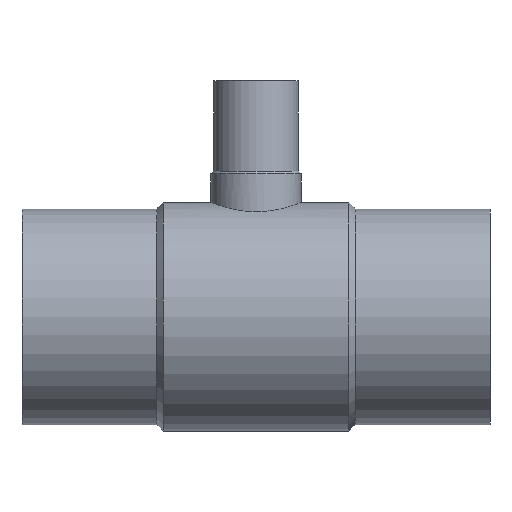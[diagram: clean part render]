
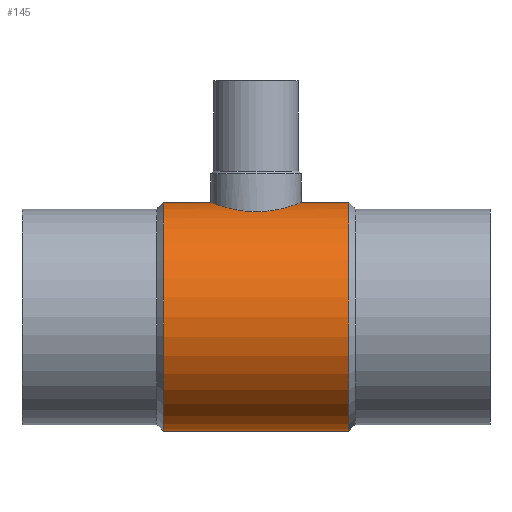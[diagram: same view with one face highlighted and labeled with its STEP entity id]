
A CAD part, top view. The second image highlights one B-rep face of the part: STEP entity #145.
In plain terms, the highlighted cylindrical face has radius 84.75 mm (diameter 169.5 mm), a partial arc.
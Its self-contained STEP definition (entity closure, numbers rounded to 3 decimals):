
#145 = ADVANCED_FACE( '', ( #372 ), #373, .T. );
#147 = EDGE_CURVE( '', #167, #245, #375, .T. );
#155 = VERTEX_POINT( '', #384 );
#167 = VERTEX_POINT( '', #397 );
#183 = EDGE_CURVE( '', #187, #309, #414, .T. );
#187 = VERTEX_POINT( '', #418 );
#209 = EDGE_CURVE( '', #245, #187, #443, .T. );
#227 = EDGE_CURVE( '', #167, #155, #467, .T. );
#239 = EDGE_CURVE( '', #263, #155, #481, .T. );
#245 = VERTEX_POINT( '', #487 );
#263 = VERTEX_POINT( '', #505 );
#289 = EDGE_CURVE( '', #309, #263, #536, .T. );
#309 = VERTEX_POINT( '', #561 );
#372 = FACE_OUTER_BOUND( '', #617, .T. );
#373 = CYLINDRICAL_SURFACE( '', #618, 84.75 );
#375 = LINE( '', #621, #622 );
#384 = CARTESIAN_POINT( '', ( -242.25, 84.75, 0. ) );
#397 = CARTESIAN_POINT( '', ( -242.25, -84.75, 0. ) );
#414 = LINE( '', #673, #674 );
#418 = CARTESIAN_POINT( '', ( -104.75, 84.75, 0. ) );
#443 = CIRCLE( '', #809, 84.75 );
#467 = CIRCLE( '', #834, 84.75 );
#481 = LINE( '', #886, #887 );
#487 = CARTESIAN_POINT( '', ( -104.75, -84.75, 0. ) );
#505 = CARTESIAN_POINT( '', ( -206.9, 84.75, 0. ) );
#536 = B_SPLINE_CURVE_WITH_KNOTS( '', 3, ( #955, #956, #957, #958, #959, #960, #961, #962, #963, #964, #965, #966, #967, #968, #969, #970, #971, #972, #973, #974, #975, #976, #977, #978, #979, #980, #981, #982, #983, #984, #985, #986, #987, #988, #989, #990, #991, #992, #993, #994, #995, #996, #997, #998, #999, #1000, #1001, #1002, #1003, #1004, #1005, #1006, #1007, #1008, #1009, #1010, #1011, #1012, #1013, #1014, #1015, #1016, #1017, #1018, #1019, #1020 ), .UNSPECIFIED., .F., .F., ( 4, 2, 2, 2, 2, 2, 2, 2, 2, 2, 2, 2, 2, 2, 2, 2, 2, 2, 2, 2, 2, 2, 2, 2, 2, 2, 2, 2, 2, 2, 2, 2, 4 ), ( 50.93, 54.112, 57.294, 60.475, 63.657, 66.839, 70.02, 73.202, 76.384, 79.568, 82.753, 85.938, 89.122, 92.307, 95.492, 98.676, 101.861, 105.046, 108.23, 111.415, 114.6, 117.784, 120.969, 124.154, 127.338, 130.52, 133.701, 136.883, 140.065, 143.246, 146.428, 149.61, 152.791 ), .UNSPECIFIED. );
#561 = CARTESIAN_POINT( '', ( -140.1, 84.75, 0. ) );
#617 = EDGE_LOOP( '', ( #1183, #1184, #1185, #1186, #1187, #1188 ) );
#618 = AXIS2_PLACEMENT_3D( '', #1189, #1190, #1191 );
#621 = CARTESIAN_POINT( '', ( -173.5, -84.75, 0. ) );
#622 = VECTOR( '', #1192, 1. );
#673 = CARTESIAN_POINT( '', ( -173.5, 84.75, 0. ) );
#674 = VECTOR( '', #1230, 1. );
#809 = AXIS2_PLACEMENT_3D( '', #1271, #1272, #1273 );
#834 = AXIS2_PLACEMENT_3D( '', #1317, #1318, #1319 );
#886 = CARTESIAN_POINT( '', ( -173.5, 84.75, 0. ) );
#887 = VECTOR( '', #1340, 1. );
#955 = CARTESIAN_POINT( '', ( -140.1, 84.75, 0. ) );
#956 = CARTESIAN_POINT( '', ( -140.1, 84.75, 1.061 ) );
#957 = CARTESIAN_POINT( '', ( -140.151, 84.73, 2.137 ) );
#958 = CARTESIAN_POINT( '', ( -140.36, 84.648, 4.303 ) );
#959 = CARTESIAN_POINT( '', ( -140.519, 84.585, 5.391 ) );
#960 = CARTESIAN_POINT( '', ( -140.948, 84.419, 7.559 ) );
#961 = CARTESIAN_POINT( '', ( -141.217, 84.315, 8.638 ) );
#962 = CARTESIAN_POINT( '', ( -141.864, 84.07, 10.767 ) );
#963 = CARTESIAN_POINT( '', ( -142.241, 83.928, 11.818 ) );
#964 = CARTESIAN_POINT( '', ( -143.097, 83.613, 13.872 ) );
#965 = CARTESIAN_POINT( '', ( -143.576, 83.44, 14.877 ) );
#966 = CARTESIAN_POINT( '', ( -144.626, 83.069, 16.825 ) );
#967 = CARTESIAN_POINT( '', ( -145.198, 82.872, 17.769 ) );
#968 = CARTESIAN_POINT( '', ( -146.42, 82.462, 19.581 ) );
#969 = CARTESIAN_POINT( '', ( -147.071, 82.25, 20.45 ) );
#970 = CARTESIAN_POINT( '', ( -148.435, 81.822, 22.101 ) );
#971 = CARTESIAN_POINT( '', ( -149.148, 81.606, 22.883 ) );
#972 = CARTESIAN_POINT( '', ( -150.618, 81.179, 24.353 ) );
#973 = CARTESIAN_POINT( '', ( -151.401, 80.961, 25.066 ) );
#974 = CARTESIAN_POINT( '', ( -153.052, 80.526, 26.431 ) );
#975 = CARTESIAN_POINT( '', ( -153.921, 80.309, 27.082 ) );
#976 = CARTESIAN_POINT( '', ( -155.733, 79.887, 28.303 ) );
#977 = CARTESIAN_POINT( '', ( -156.676, 79.681, 28.875 ) );
#978 = CARTESIAN_POINT( '', ( -158.624, 79.293, 29.925 ) );
#979 = CARTESIAN_POINT( '', ( -159.628, 79.11, 30.403 ) );
#980 = CARTESIAN_POINT( '', ( -161.681, 78.776, 31.259 ) );
#981 = CARTESIAN_POINT( '', ( -162.731, 78.625, 31.636 ) );
#982 = CARTESIAN_POINT( '', ( -164.86, 78.362, 32.282 ) );
#983 = CARTESIAN_POINT( '', ( -165.939, 78.25, 32.552 ) );
#984 = CARTESIAN_POINT( '', ( -168.106, 78.07, 32.98 ) );
#985 = CARTESIAN_POINT( '', ( -169.195, 78.002, 33.139 ) );
#986 = CARTESIAN_POINT( '', ( -171.361, 77.913, 33.349 ) );
#987 = CARTESIAN_POINT( '', ( -172.438, 77.891, 33.4 ) );
#988 = CARTESIAN_POINT( '', ( -174.562, 77.891, 33.4 ) );
#989 = CARTESIAN_POINT( '', ( -175.639, 77.913, 33.349 ) );
#990 = CARTESIAN_POINT( '', ( -177.805, 78.002, 33.139 ) );
#991 = CARTESIAN_POINT( '', ( -178.894, 78.07, 32.98 ) );
#992 = CARTESIAN_POINT( '', ( -181.061, 78.25, 32.552 ) );
#993 = CARTESIAN_POINT( '', ( -182.14, 78.362, 32.282 ) );
#994 = CARTESIAN_POINT( '', ( -184.269, 78.625, 31.636 ) );
#995 = CARTESIAN_POINT( '', ( -185.319, 78.776, 31.259 ) );
#996 = CARTESIAN_POINT( '', ( -187.372, 79.11, 30.403 ) );
#997 = CARTESIAN_POINT( '', ( -188.376, 79.293, 29.925 ) );
#998 = CARTESIAN_POINT( '', ( -190.324, 79.681, 28.875 ) );
#999 = CARTESIAN_POINT( '', ( -191.267, 79.887, 28.303 ) );
#1000 = CARTESIAN_POINT( '', ( -193.079, 80.309, 27.082 ) );
#1001 = CARTESIAN_POINT( '', ( -193.948, 80.526, 26.431 ) );
#1002 = CARTESIAN_POINT( '', ( -195.599, 80.961, 25.066 ) );
#1003 = CARTESIAN_POINT( '', ( -196.382, 81.179, 24.353 ) );
#1004 = CARTESIAN_POINT( '', ( -197.852, 81.606, 22.883 ) );
#1005 = CARTESIAN_POINT( '', ( -198.565, 81.822, 22.101 ) );
#1006 = CARTESIAN_POINT( '', ( -199.929, 82.25, 20.45 ) );
#1007 = CARTESIAN_POINT( '', ( -200.58, 82.462, 19.581 ) );
#1008 = CARTESIAN_POINT( '', ( -201.802, 82.872, 17.769 ) );
#1009 = CARTESIAN_POINT( '', ( -202.374, 83.069, 16.825 ) );
#1010 = CARTESIAN_POINT( '', ( -203.424, 83.44, 14.877 ) );
#1011 = CARTESIAN_POINT( '', ( -203.903, 83.613, 13.872 ) );
#1012 = CARTESIAN_POINT( '', ( -204.759, 83.928, 11.818 ) );
#1013 = CARTESIAN_POINT( '', ( -205.136, 84.07, 10.767 ) );
#1014 = CARTESIAN_POINT( '', ( -205.783, 84.315, 8.638 ) );
#1015 = CARTESIAN_POINT( '', ( -206.052, 84.419, 7.559 ) );
#1016 = CARTESIAN_POINT( '', ( -206.481, 84.585, 5.391 ) );
#1017 = CARTESIAN_POINT( '', ( -206.64, 84.648, 4.303 ) );
#1018 = CARTESIAN_POINT( '', ( -206.849, 84.73, 2.137 ) );
#1019 = CARTESIAN_POINT( '', ( -206.9, 84.75, 1.061 ) );
#1020 = CARTESIAN_POINT( '', ( -206.9, 84.75, 0. ) );
#1183 = ORIENTED_EDGE( '', *, *, #183, .T. );
#1184 = ORIENTED_EDGE( '', *, *, #289, .T. );
#1185 = ORIENTED_EDGE( '', *, *, #239, .T. );
#1186 = ORIENTED_EDGE( '', *, *, #227, .F. );
#1187 = ORIENTED_EDGE( '', *, *, #147, .T. );
#1188 = ORIENTED_EDGE( '', *, *, #209, .T. );
#1189 = CARTESIAN_POINT( '', ( -173.5, 0., 0. ) );
#1190 = DIRECTION( '', ( 1., 0., 0. ) );
#1191 = DIRECTION( '', ( 0., 1., 0. ) );
#1192 = DIRECTION( '', ( 1., 0., 0. ) );
#1230 = DIRECTION( '', ( -1., 0., 0. ) );
#1271 = CARTESIAN_POINT( '', ( -104.75, 0., 0. ) );
#1272 = DIRECTION( '', ( -1., 0., 0. ) );
#1273 = DIRECTION( '', ( 0., 1., 0. ) );
#1317 = CARTESIAN_POINT( '', ( -242.25, 0., 0. ) );
#1318 = DIRECTION( '', ( -1., 0., 0. ) );
#1319 = DIRECTION( '', ( 0., 1., 0. ) );
#1340 = DIRECTION( '', ( -1., 0., 0. ) );
